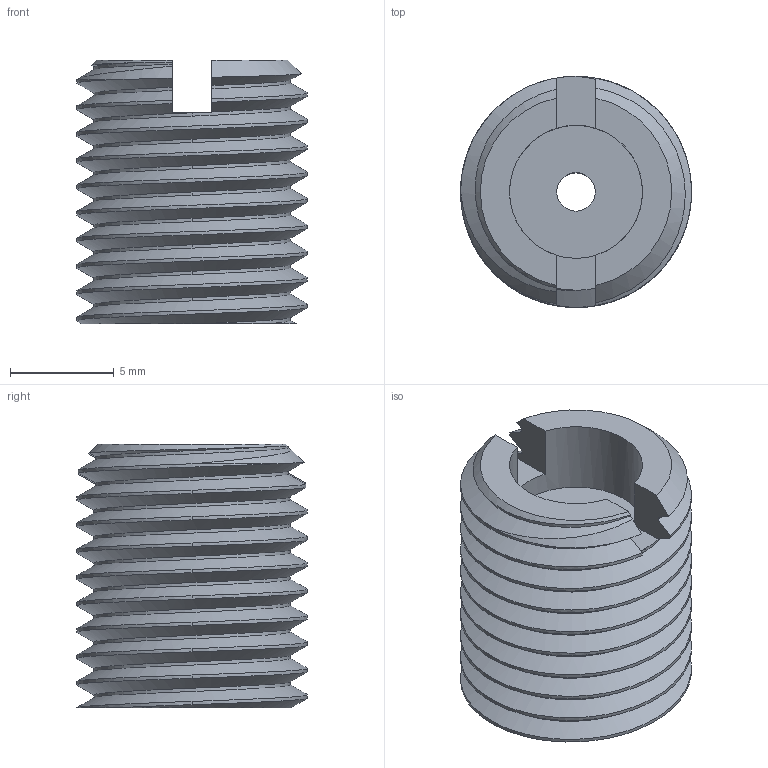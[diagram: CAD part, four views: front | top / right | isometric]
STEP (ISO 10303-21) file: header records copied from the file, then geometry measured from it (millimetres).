
FILE_DESCRIPTION(/* description */ ('STEP AP203'),/* implementation_level */ '2;1');
FILE_NAME(/* name */ 'SCE_set_screw.stp',/* time_stamp */ '2023-10-23T16:51:17-04:00',/* author */ ('rosam'),/* organization */ ('Managed by Terraform'),/* preprocessor_version */ 'ST-DEVELOPER v19.2',/* originating_system */ 'Autodesk Inventor 2024',/* authorisation */ '');
FILE_SCHEMA (('AUTOMOTIVE_DESIGN { 1 0 10303 214 3 1 1 }'));
Length unit declared in the file: inch
Products named in the file (1): 95412A333_18-8 Stainless Steel Threaded Rod
Bounding box: 11.11 x 11.11 x 12.7 mm (x, y, z)
Volume: 895.6 mm3; surface area: 975.5 mm2
Topology: 1 solids, 1 shells, 48 faces, 137 edges, 91 vertices
Faces by surface type: cylinder 26, plane 10, bspline 9, cone 3
Full cylindrical faces by diameter (mm): 1.85 x1, 6.401 x1, 9.463 x8, 11.112 x8
Entity records: 8596 total; most frequent: CARTESIAN_POINT 7494, ORIENTED_EDGE 274, DIRECTION 156, EDGE_CURVE 137, VERTEX_POINT 91, AXIS2_PLACEMENT_3D 56, EDGE_LOOP 50, B_SPLINE_CURVE_WITH_KNOTS 48
